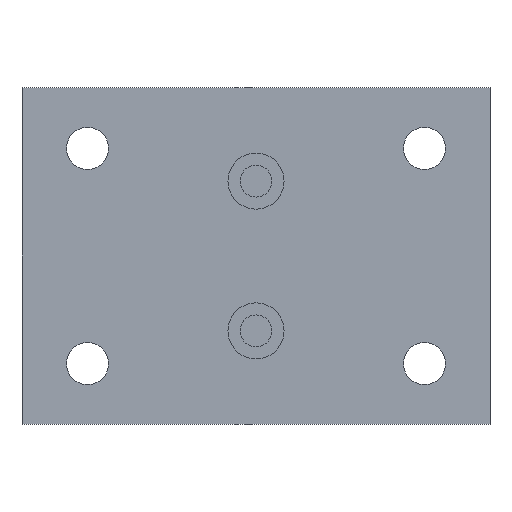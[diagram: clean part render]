
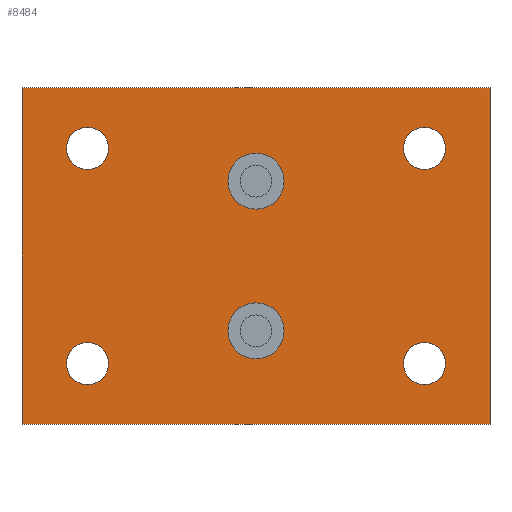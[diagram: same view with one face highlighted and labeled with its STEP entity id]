
A CAD part, front view. The second image highlights one B-rep face of the part: STEP entity #8484.
In plain terms, the highlighted planar face has unit normal (0, -1, 0).
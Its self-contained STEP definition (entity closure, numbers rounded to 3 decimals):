
#706=LINE('',#15083,#1394);
#709=LINE('',#15089,#1397);
#712=LINE('',#15097,#1400);
#715=LINE('',#15102,#1403);
#1394=VECTOR('',#11168,1000.);
#1397=VECTOR('',#11173,1000.);
#1400=VECTOR('',#11180,1000.);
#1403=VECTOR('',#11185,1000.);
#1658=PLANE('',#9166);
#4445=ORIENTED_EDGE('',*,*,#5759,.T.);
#4446=ORIENTED_EDGE('',*,*,#5760,.T.);
#4447=ORIENTED_EDGE('',*,*,#4567,.T.);
#4448=ORIENTED_EDGE('',*,*,#4563,.T.);
#4449=ORIENTED_EDGE('',*,*,#4565,.T.);
#4450=ORIENTED_EDGE('',*,*,#4569,.T.);
#4451=ORIENTED_EDGE('',*,*,#5748,.F.);
#4452=ORIENTED_EDGE('',*,*,#5758,.F.);
#4453=ORIENTED_EDGE('',*,*,#5755,.F.);
#4454=ORIENTED_EDGE('',*,*,#5751,.F.);
#4563=EDGE_CURVE('',#5808,#5808,#6659,.T.);
#4565=EDGE_CURVE('',#5810,#5810,#6661,.T.);
#4567=EDGE_CURVE('',#5812,#5812,#6663,.T.);
#4569=EDGE_CURVE('',#5814,#5814,#6665,.T.);
#5748=EDGE_CURVE('',#6605,#6606,#706,.T.);
#5751=EDGE_CURVE('',#6606,#6608,#709,.T.);
#5755=EDGE_CURVE('',#6608,#6611,#712,.T.);
#5758=EDGE_CURVE('',#6611,#6605,#715,.T.);
#5759=EDGE_CURVE('',#6612,#6612,#6863,.T.);
#5760=EDGE_CURVE('',#6613,#6613,#6864,.T.);
#5808=VERTEX_POINT('',#11422);
#5810=VERTEX_POINT('',#11427);
#5812=VERTEX_POINT('',#11432);
#5814=VERTEX_POINT('',#11437);
#6605=VERTEX_POINT('',#15082);
#6606=VERTEX_POINT('',#15084);
#6608=VERTEX_POINT('',#15090);
#6611=VERTEX_POINT('',#15098);
#6612=VERTEX_POINT('',#15105);
#6613=VERTEX_POINT('',#15107);
#6659=CIRCLE('',#8555,2.25);
#6661=CIRCLE('',#8558,2.25);
#6663=CIRCLE('',#8561,2.25);
#6665=CIRCLE('',#8564,2.25);
#6863=CIRCLE('',#9167,3.);
#6864=CIRCLE('',#9168,3.);
#7336=EDGE_LOOP('',(#4445));
#7337=EDGE_LOOP('',(#4446));
#7338=EDGE_LOOP('',(#4447));
#7339=EDGE_LOOP('',(#4448));
#7340=EDGE_LOOP('',(#4449));
#7341=EDGE_LOOP('',(#4450));
#7342=EDGE_LOOP('',(#4451,#4452,#4453,#4454));
#7870=FACE_BOUND('',#7336,.T.);
#7871=FACE_BOUND('',#7337,.T.);
#7872=FACE_BOUND('',#7338,.T.);
#7873=FACE_BOUND('',#7339,.T.);
#7874=FACE_BOUND('',#7340,.T.);
#7875=FACE_BOUND('',#7341,.T.);
#7876=FACE_BOUND('',#7342,.T.);
#8484=ADVANCED_FACE('',(#7870,#7871,#7872,#7873,#7874,#7875,#7876),#1658,
 .F.);
#8555=AXIS2_PLACEMENT_3D('',#11421,#9276,#9277);
#8558=AXIS2_PLACEMENT_3D('',#11426,#9282,#9283);
#8561=AXIS2_PLACEMENT_3D('',#11431,#9288,#9289);
#8564=AXIS2_PLACEMENT_3D('',#11436,#9294,#9295);
#9166=AXIS2_PLACEMENT_3D('',#15103,#11186,#11187);
#9167=AXIS2_PLACEMENT_3D('',#15104,#11188,#11189);
#9168=AXIS2_PLACEMENT_3D('',#15106,#11190,#11191);
#9276=DIRECTION('',(0.,1.,0.));
#9277=DIRECTION('',(1.,0.,0.));
#9282=DIRECTION('',(0.,1.,0.));
#9283=DIRECTION('',(1.,0.,0.));
#9288=DIRECTION('',(0.,1.,0.));
#9289=DIRECTION('',(1.,0.,0.));
#9294=DIRECTION('',(0.,1.,0.));
#9295=DIRECTION('',(1.,0.,0.));
#11168=DIRECTION('',(0.,0.,1.));
#11173=DIRECTION('',(1.,0.,0.));
#11180=DIRECTION('',(0.,0.,-1.));
#11185=DIRECTION('',(-1.,0.,0.));
#11186=DIRECTION('',(0.,1.,0.));
#11187=DIRECTION('',(0.,0.,1.));
#11188=DIRECTION('',(0.,1.,0.));
#11189=DIRECTION('',(1.,0.,0.));
#11190=DIRECTION('',(0.,1.,0.));
#11191=DIRECTION('',(1.,0.,0.));
#11421=CARTESIAN_POINT('',(-18.,-16.3,11.5));
#11422=CARTESIAN_POINT('',(-15.75,-16.3,11.5));
#11426=CARTESIAN_POINT('',(18.,-16.3,11.5));
#11427=CARTESIAN_POINT('',(20.25,-16.3,11.5));
#11431=CARTESIAN_POINT('',(-18.,-16.3,-11.5));
#11432=CARTESIAN_POINT('',(-15.75,-16.3,-11.5));
#11436=CARTESIAN_POINT('',(18.,-16.3,-11.5));
#11437=CARTESIAN_POINT('',(20.25,-16.3,-11.5));
#15082=CARTESIAN_POINT('',(-25.,-16.3,-18.));
#15083=CARTESIAN_POINT('',(-25.,-16.3,-18.));
#15084=CARTESIAN_POINT('',(-25.,-16.3,18.));
#15089=CARTESIAN_POINT('',(-25.,-16.3,18.));
#15090=CARTESIAN_POINT('',(25.,-16.3,18.));
#15097=CARTESIAN_POINT('',(25.,-16.3,18.));
#15098=CARTESIAN_POINT('',(25.,-16.3,-18.));
#15102=CARTESIAN_POINT('',(25.,-16.3,-18.));
#15103=CARTESIAN_POINT('',(0.,-16.3,0.));
#15104=CARTESIAN_POINT('',(0.,-16.3,8.));
#15105=CARTESIAN_POINT('',(3.,-16.3,8.));
#15106=CARTESIAN_POINT('',(0.,-16.3,-8.));
#15107=CARTESIAN_POINT('',(3.,-16.3,-8.));
